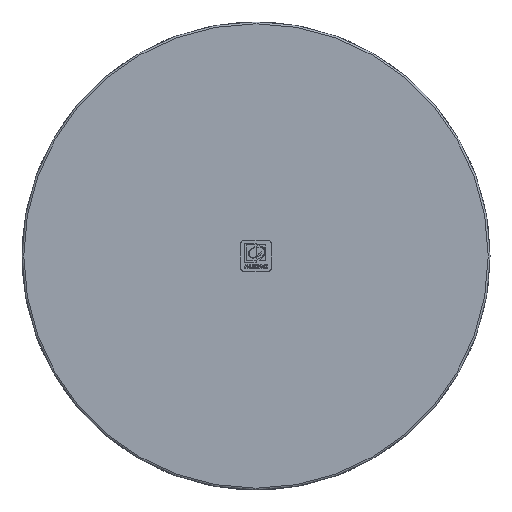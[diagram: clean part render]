
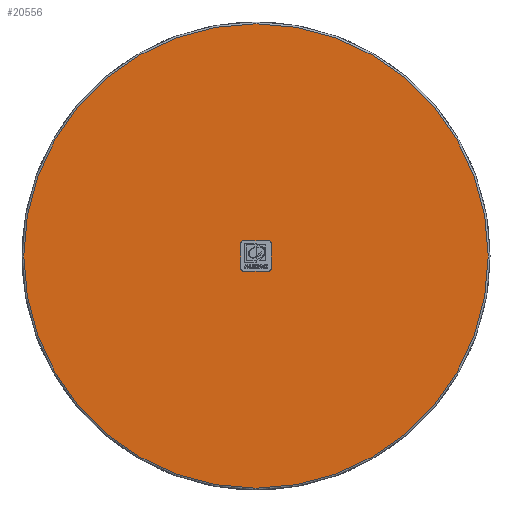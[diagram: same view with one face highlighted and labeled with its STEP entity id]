
A CAD part, top view. The second image highlights one B-rep face of the part: STEP entity #20556.
In plain terms, the highlighted planar face has unit normal (0, 0, 1).
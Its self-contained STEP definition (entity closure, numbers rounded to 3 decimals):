
#455=FACE_BOUND('',#2466,.T.);
#749=PLANE('',#21766);
#1351=FACE_OUTER_BOUND('',#2465,.T.);
#2465=EDGE_LOOP('',(#14113));
#2466=EDGE_LOOP('',(#14114,#14115,#14116,#14117,#14118,#14119,#14120,#14121));
#3430=CIRCLE('',#21471,1.);
#3434=CIRCLE('',#21486,1.);
#3435=CIRCLE('',#21488,1.);
#3436=CIRCLE('',#21491,1.);
#3521=CIRCLE('',#21764,115.2);
#4909=LINE('',#29202,#6382);
#4914=LINE('',#29216,#6387);
#5090=LINE('',#30772,#6563);
#5091=LINE('',#30774,#6564);
#6382=VECTOR('',#23366,10.);
#6387=VECTOR('',#23381,10.);
#6563=VECTOR('',#23721,10.);
#6564=VECTOR('',#23724,10.);
#7833=VERTEX_POINT('',#28490);
#7834=VERTEX_POINT('',#28492);
#7936=VERTEX_POINT('',#29201);
#7937=VERTEX_POINT('',#29205);
#7938=VERTEX_POINT('',#29209);
#7939=VERTEX_POINT('',#29211);
#7940=VERTEX_POINT('',#29215);
#7941=VERTEX_POINT('',#29219);
#8259=VERTEX_POINT('',#31579);
#9841=EDGE_CURVE('',#7834,#7833,#3430,.T.);
#9945=EDGE_CURVE('',#7936,#7834,#4909,.T.);
#9947=EDGE_CURVE('',#7937,#7936,#3434,.T.);
#9950=EDGE_CURVE('',#7939,#7938,#3435,.T.);
#9952=EDGE_CURVE('',#7940,#7939,#4914,.T.);
#9954=EDGE_CURVE('',#7941,#7940,#3436,.T.);
#10185=EDGE_CURVE('',#7833,#7941,#5090,.T.);
#10186=EDGE_CURVE('',#7938,#7937,#5091,.T.);
#10480=EDGE_CURVE('',#8259,#8259,#3521,.T.);
#14113=ORIENTED_EDGE('',*,*,#10480,.F.);
#14114=ORIENTED_EDGE('',*,*,#9950,.T.);
#14115=ORIENTED_EDGE('',*,*,#10186,.T.);
#14116=ORIENTED_EDGE('',*,*,#9947,.T.);
#14117=ORIENTED_EDGE('',*,*,#9945,.T.);
#14118=ORIENTED_EDGE('',*,*,#9841,.T.);
#14119=ORIENTED_EDGE('',*,*,#10185,.T.);
#14120=ORIENTED_EDGE('',*,*,#9954,.T.);
#14121=ORIENTED_EDGE('',*,*,#9952,.T.);
#20556=ADVANCED_FACE('',(#1351,#455),#749,.T.);
#21471=AXIS2_PLACEMENT_3D('',#28493,#23286,#23287);
#21486=AXIS2_PLACEMENT_3D('',#29206,#23370,#23371);
#21488=AXIS2_PLACEMENT_3D('',#29212,#23376,#23377);
#21491=AXIS2_PLACEMENT_3D('',#29220,#23385,#23386);
#21764=AXIS2_PLACEMENT_3D('',#31580,#24284,#24285);
#21766=AXIS2_PLACEMENT_3D('',#31582,#24288,#24289);
#23286=DIRECTION('center_axis',(0.,0.,-1.));
#23287=DIRECTION('ref_axis',(-0.707,-0.707,0.));
#23366=DIRECTION('',(-1.,0.,0.));
#23370=DIRECTION('center_axis',(0.,0.,-1.));
#23371=DIRECTION('ref_axis',(0.707,-0.707,0.));
#23376=DIRECTION('center_axis',(0.,0.,-1.));
#23377=DIRECTION('ref_axis',(0.707,0.707,0.));
#23381=DIRECTION('',(1.,0.,0.));
#23385=DIRECTION('center_axis',(0.,0.,-1.));
#23386=DIRECTION('ref_axis',(-0.707,0.707,0.));
#23721=DIRECTION('',(0.,1.,0.));
#23724=DIRECTION('',(0.,-1.,0.));
#24284=DIRECTION('center_axis',(0.,0.,-1.));
#24285=DIRECTION('ref_axis',(-1.,0.,0.));
#24288=DIRECTION('center_axis',(0.,0.,1.));
#24289=DIRECTION('ref_axis',(1.,0.,0.));
#28490=CARTESIAN_POINT('',(-7.5,-6.5,3.1));
#28492=CARTESIAN_POINT('',(-6.5,-7.5,3.1));
#28493=CARTESIAN_POINT('Origin',(-6.5,-6.5,3.1));
#29201=CARTESIAN_POINT('',(6.5,-7.5,3.1));
#29202=CARTESIAN_POINT('',(-3.75,-7.5,3.1));
#29205=CARTESIAN_POINT('',(7.5,-6.5,3.1));
#29206=CARTESIAN_POINT('Origin',(6.5,-6.5,3.1));
#29209=CARTESIAN_POINT('',(7.5,6.5,3.1));
#29211=CARTESIAN_POINT('',(6.5,7.5,3.1));
#29212=CARTESIAN_POINT('Origin',(6.5,6.5,3.1));
#29215=CARTESIAN_POINT('',(-6.5,7.5,3.1));
#29216=CARTESIAN_POINT('',(3.75,7.5,3.1));
#29219=CARTESIAN_POINT('',(-7.5,6.5,3.1));
#29220=CARTESIAN_POINT('Origin',(-6.5,6.5,3.1));
#30772=CARTESIAN_POINT('',(-7.5,3.75,3.1));
#30774=CARTESIAN_POINT('',(7.5,-3.75,3.1));
#31579=CARTESIAN_POINT('',(-115.2,0.,3.1));
#31580=CARTESIAN_POINT('Origin',(0.,0.,3.1));
#31582=CARTESIAN_POINT('Origin',(0.,0.,
3.1));
